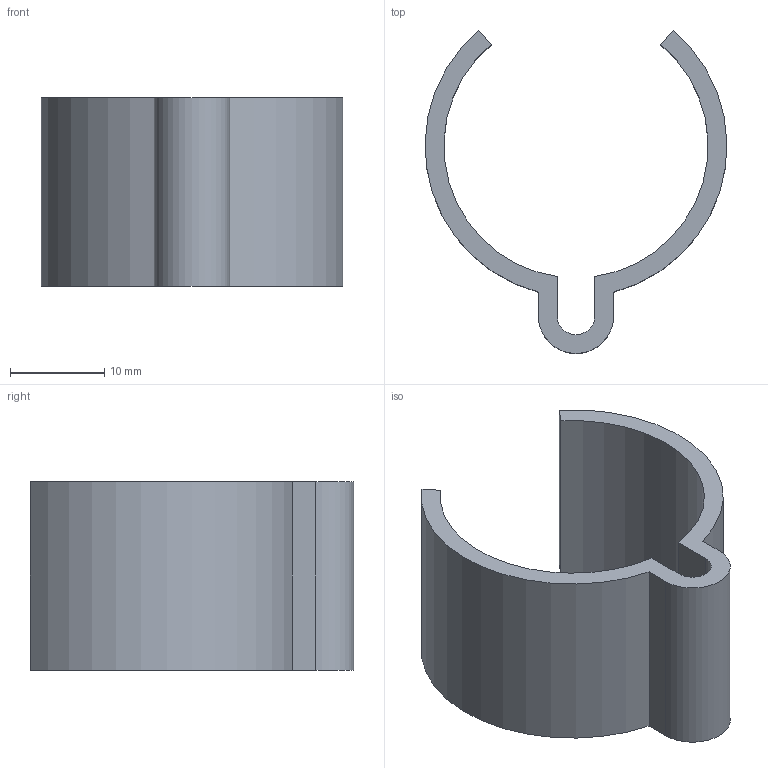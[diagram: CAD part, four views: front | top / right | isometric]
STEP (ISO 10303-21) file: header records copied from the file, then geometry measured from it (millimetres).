
FILE_DESCRIPTION((''),'2;1');
FILE_NAME('14025','2022-09-19T11:05:52',('PredragRovcanin'),('Audax d.o.o.'),'CREO PARAMETRIC BY PTC INC, 2020281','CREO PARAMETRIC BY PTC INC, 2020281','');
FILE_SCHEMA(('AUTOMOTIVE_DESIGN { 1 0 10303 214 1 1 1 1 }'));
Length unit declared in the file: millimetre
Products named in the file (1): 14025
Bounding box: 31.99 x 34.26 x 20 mm (x, y, z)
Volume: 3332.2 mm3; surface area: 3746.4 mm2
Topology: 1 solids, 1 shells, 14 faces, 38 edges, 28 vertices
Faces by surface type: plane 8, cylinder 6
Entity records: 1100 total; most frequent: COLOUR_RGB 320, DIRECTION 80, CARTESIAN_POINT 79, ORIENTED_EDGE 72, PRESENTATION_STYLE_ASSIGNMENT 39, STYLED_ITEM 39, CURVE_STYLE 38, EDGE_CURVE 36
